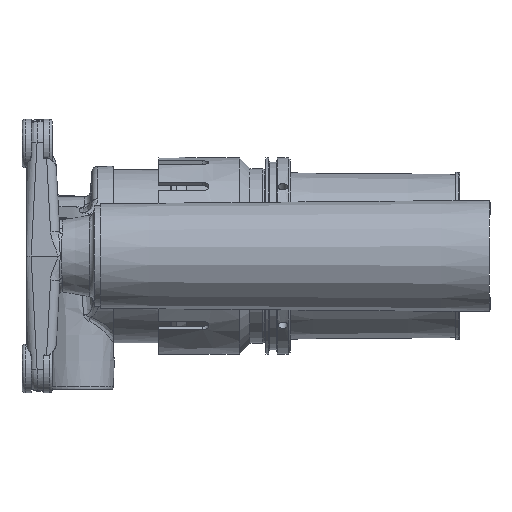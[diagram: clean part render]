
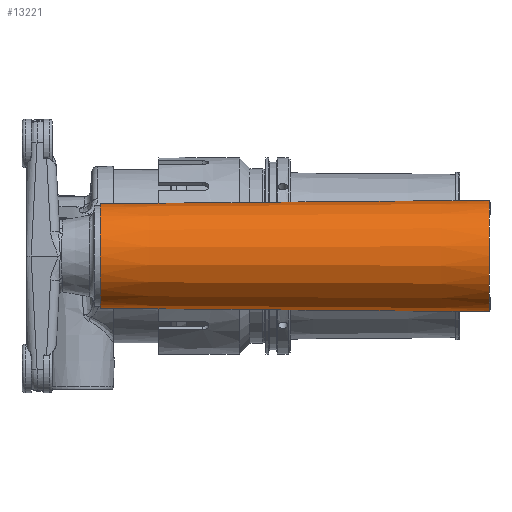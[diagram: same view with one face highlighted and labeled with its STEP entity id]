
A CAD part, front view. The second image highlights one B-rep face of the part: STEP entity #13221.
In plain terms, the highlighted conical face has half-angle 0.5 degrees and reference radius 17.2 mm.
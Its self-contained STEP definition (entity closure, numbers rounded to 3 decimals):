
#1241=CONICAL_SURFACE('',#14060,17.2,0.009);
#1615=CIRCLE('',#14056,18.318);
#1617=CIRCLE('',#14059,17.2);
#2386=ORIENTED_EDGE('',*,*,#5030,.T.);
#2387=ORIENTED_EDGE('',*,*,#5032,.T.);
#5030=EDGE_CURVE('',#6399,#6399,#1615,.T.);
#5032=EDGE_CURVE('',#6401,#6401,#1617,.T.);
#6399=VERTEX_POINT('',#18561);
#6401=VERTEX_POINT('',#18566);
#7876=EDGE_LOOP('',(#2386));
#7877=EDGE_LOOP('',(#2387));
#8800=FACE_BOUND('',#7876,.T.);
#8801=FACE_BOUND('',#7877,.T.);
#13221=ADVANCED_FACE('',(#8800,#8801),#1241,.T.);
#14056=AXIS2_PLACEMENT_3D('',#18560,#15516,#15517);
#14059=AXIS2_PLACEMENT_3D('',#18565,#15522,#15523);
#14060=AXIS2_PLACEMENT_3D('',#18567,#15524,#15525);
#15516=DIRECTION('',(-1.,0.,0.));
#15517=DIRECTION('',(0.,0.,1.));
#15522=DIRECTION('',(1.,0.,0.));
#15523=DIRECTION('',(0.,0.,-1.));
#15524=DIRECTION('',(1.,0.,0.));
#15525=DIRECTION('',(0.,0.,-1.));
#18560=CARTESIAN_POINT('',(137.834,-110.,0.));
#18561=CARTESIAN_POINT('',(137.834,-110.,18.318));
#18565=CARTESIAN_POINT('',(9.738,-110.,0.));
#18566=CARTESIAN_POINT('',(9.738,-110.,-17.2));
#18567=CARTESIAN_POINT('',(9.738,-110.,0.));
